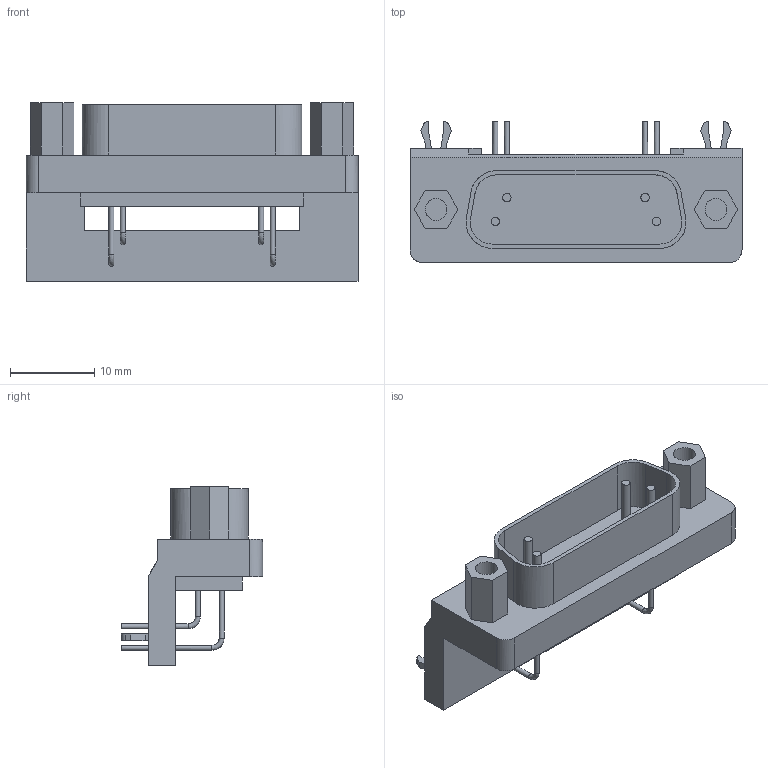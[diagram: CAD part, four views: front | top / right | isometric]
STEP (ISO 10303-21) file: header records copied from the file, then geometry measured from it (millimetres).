
FILE_DESCRIPTION((''),'2;1');
FILE_NAME( '0965_Dsub-S_male_angled_15-pins_2_54_board_lock_female_screw_lock','2005-08-22T13:53:36',('User'),('SDRC'),'I-DEAS Master Series 9','UNIX','Yes');
FILE_SCHEMA(('AUTOMOTIVE_DESIGN { 1 0 10303 214 1 1 1 1 }'));
Length unit declared in the file: millimetre
Products named in the file (1): 09 65 262 7813
Bounding box: 39.5 x 16.8 x 21.2 mm (x, y, z)
Volume: 3720.5 mm3; surface area: 3690.3 mm2
Topology: 1 solids, 1 shells, 126 faces, 312 edges, 206 vertices
Faces by surface type: bspline 126
Entity records: 4079 total; most frequent: CARTESIAN_POINT 1875, ORIENTED_EDGE 624, EDGE_CURVE 312, OVER_RIDING_STYLED_ITEM 246, VERTEX_POINT 206, EDGE_LOOP 154, FACE_OUTER_BOUND 126, ADVANCED_FACE 126
